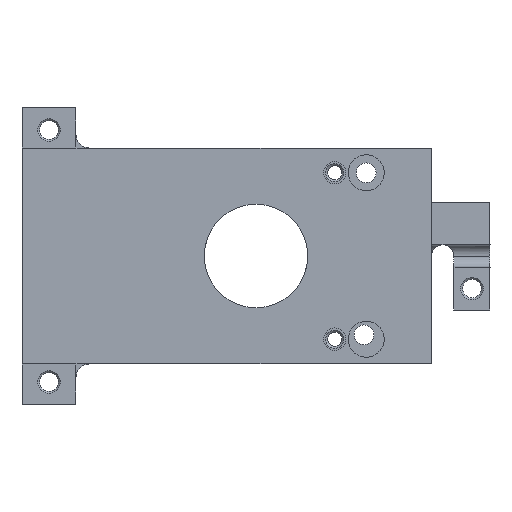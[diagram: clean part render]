
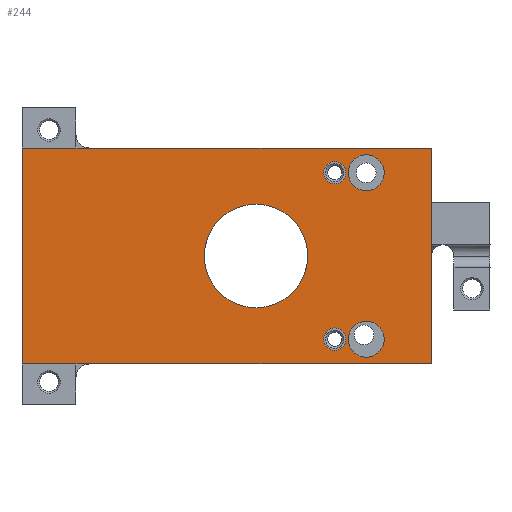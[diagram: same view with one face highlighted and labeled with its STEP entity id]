
A CAD part, left-side view. The second image highlights one B-rep face of the part: STEP entity #244.
In plain terms, the highlighted planar face has unit normal (-1, 0, 0).
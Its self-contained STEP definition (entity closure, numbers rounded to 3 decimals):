
#244=ADVANCED_FACE('',(#689,#690,#691,#692,#693,#464),#1996,.T.);
#464=FACE_OUTER_BOUND('',#740,.F.);
#689=FACE_BOUND('',#735,.F.);
#690=FACE_BOUND('',#736,.F.);
#691=FACE_BOUND('',#737,.F.);
#692=FACE_BOUND('',#738,.F.);
#693=FACE_BOUND('',#739,.F.);
#735=EDGE_LOOP('',(#1028,#1029));
#736=EDGE_LOOP('',(#1030,#1031));
#737=EDGE_LOOP('',(#1032,#1033));
#738=EDGE_LOOP('',(#1034,#1035));
#739=EDGE_LOOP('',(#1036,#1037));
#740=EDGE_LOOP('',(#1038,#1039,#1040,#1041,#1042,#1043,#1044,#1045,#1046,
#1047));
#1028=ORIENTED_EDGE('',*,*,#2639,.T.);
#1029=ORIENTED_EDGE('',*,*,#2640,.T.);
#1030=ORIENTED_EDGE('',*,*,#2648,.T.);
#1031=ORIENTED_EDGE('',*,*,#2647,.T.);
#1032=ORIENTED_EDGE('',*,*,#2674,.T.);
#1033=ORIENTED_EDGE('',*,*,#2673,.T.);
#1034=ORIENTED_EDGE('',*,*,#2644,.T.);
#1035=ORIENTED_EDGE('',*,*,#2643,.T.);
#1036=ORIENTED_EDGE('',*,*,#2605,.T.);
#1037=ORIENTED_EDGE('',*,*,#2606,.T.);
#1038=ORIENTED_EDGE('',*,*,#2678,.F.);
#1039=ORIENTED_EDGE('',*,*,#2662,.F.);
#1040=ORIENTED_EDGE('',*,*,#2649,.T.);
#1041=ORIENTED_EDGE('',*,*,#2679,.F.);
#1042=ORIENTED_EDGE('',*,*,#2650,.T.);
#1043=ORIENTED_EDGE('',*,*,#2659,.F.);
#1044=ORIENTED_EDGE('',*,*,#2660,.F.);
#1045=ORIENTED_EDGE('',*,*,#2680,.F.);
#1046=ORIENTED_EDGE('',*,*,#2656,.F.);
#1047=ORIENTED_EDGE('',*,*,#2657,.F.);
#1996=PLANE('',#3775);
#2119=LINE('',#5498,#2369);
#2120=LINE('',#5499,#2370);
#2124=LINE('',#5505,#2374);
#2125=LINE('',#5506,#2375);
#2127=LINE('',#5508,#2377);
#2128=LINE('',#5509,#2378);
#2130=LINE('',#5511,#2380);
#2133=LINE('',#5591,#2383);
#2134=LINE('',#5592,#2384);
#2135=LINE('',#5593,#2385);
#2369=VECTOR('',#4163,6.);
#2370=VECTOR('',#4164,6.);
#2374=VECTOR('',#4172,4.775);
#2375=VECTOR('',#4173,13.225);
#2377=VECTOR('',#4175,1.5);
#2378=VECTOR('',#4176,38.);
#2380=VECTOR('',#4178,1.5);
#2383=VECTOR('',#4191,38.);
#2384=VECTOR('',#4192,24.);
#2385=VECTOR('',#4193,6.);
#2605=EDGE_CURVE('',#3533,#3532,#3107,.T.);
#2606=EDGE_CURVE('',#3532,#3533,#3108,.T.);
#2639=EDGE_CURVE('',#3499,#3498,#3125,.T.);
#2640=EDGE_CURVE('',#3498,#3499,#3126,.T.);
#2643=EDGE_CURVE('',#3495,#3494,#3129,.T.);
#2644=EDGE_CURVE('',#3494,#3495,#3130,.T.);
#2647=EDGE_CURVE('',#3491,#3490,#3133,.T.);
#2648=EDGE_CURVE('',#3490,#3491,#3134,.T.);
#2649=EDGE_CURVE('',#3489,#3488,#2119,.T.);
#2650=EDGE_CURVE('',#3487,#3486,#2120,.T.);
#2656=EDGE_CURVE('',#3484,#3481,#2124,.T.);
#2657=EDGE_CURVE('',#3479,#3484,#2125,.T.);
#2659=EDGE_CURVE('',#3478,#3486,#2127,.T.);
#2660=EDGE_CURVE('',#3477,#3478,#2128,.T.);
#2662=EDGE_CURVE('',#3489,#3476,#2130,.T.);
#2673=EDGE_CURVE('',#3467,#3466,#3137,.T.);
#2674=EDGE_CURVE('',#3466,#3467,#3138,.T.);
#2678=EDGE_CURVE('',#3476,#3479,#2133,.T.);
#2679=EDGE_CURVE('',#3487,#3488,#2134,.T.);
#2680=EDGE_CURVE('',#3481,#3477,#2135,.T.);
#3107=CIRCLE('',#3636,1.25);
#3108=CIRCLE('',#3637,1.25);
#3125=CIRCLE('',#3654,1.25);
#3126=CIRCLE('',#3655,1.25);
#3129=CIRCLE('',#3658,2.);
#3130=CIRCLE('',#3659,2.);
#3133=CIRCLE('',#3662,2.);
#3134=CIRCLE('',#3663,2.);
#3137=CIRCLE('',#3666,5.75);
#3138=CIRCLE('',#3667,5.75);
#3466=VERTEX_POINT('',#5382);
#3467=VERTEX_POINT('',#5383);
#3476=VERTEX_POINT('',#5392);
#3477=VERTEX_POINT('',#5393);
#3478=VERTEX_POINT('',#5394);
#3479=VERTEX_POINT('',#5395);
#3481=VERTEX_POINT('',#5397);
#3484=VERTEX_POINT('',#5400);
#3486=VERTEX_POINT('',#5402);
#3487=VERTEX_POINT('',#5403);
#3488=VERTEX_POINT('',#5404);
#3489=VERTEX_POINT('',#5405);
#3490=VERTEX_POINT('',#5406);
#3491=VERTEX_POINT('',#5407);
#3494=VERTEX_POINT('',#5410);
#3495=VERTEX_POINT('',#5411);
#3498=VERTEX_POINT('',#5414);
#3499=VERTEX_POINT('',#5415);
#3532=VERTEX_POINT('',#5448);
#3533=VERTEX_POINT('',#5449);
#3636=AXIS2_PLACEMENT_3D('',#5454,#4091,#4092);
#3637=AXIS2_PLACEMENT_3D('',#5455,#4093,#4094);
#3654=AXIS2_PLACEMENT_3D('',#5488,#4143,#4144);
#3655=AXIS2_PLACEMENT_3D('',#5489,#4145,#4146);
#3658=AXIS2_PLACEMENT_3D('',#5492,#4151,#4152);
#3659=AXIS2_PLACEMENT_3D('',#5493,#4153,#4154);
#3662=AXIS2_PLACEMENT_3D('',#5496,#4159,#4160);
#3663=AXIS2_PLACEMENT_3D('',#5497,#4161,#4162);
#3666=AXIS2_PLACEMENT_3D('',#5586,#4181,#4182);
#3667=AXIS2_PLACEMENT_3D('',#5587,#4183,#4184);
#3775=AXIS2_PLACEMENT_3D('',#5923,#4549,#4550);
#4091=DIRECTION('',(-1.,0.,0.));
#4092=DIRECTION('',(0.,1.,0.));
#4093=DIRECTION('',(-1.,0.,0.));
#4094=DIRECTION('',(0.,-1.,0.));
#4143=DIRECTION('',(-1.,0.,0.));
#4144=DIRECTION('',(0.,1.,0.));
#4145=DIRECTION('',(-1.,0.,0.));
#4146=DIRECTION('',(0.,-1.,0.));
#4151=DIRECTION('',(-1.,0.,0.));
#4152=DIRECTION('',(0.,-1.,0.));
#4153=DIRECTION('',(-1.,0.,0.));
#4154=DIRECTION('',(0.,1.,0.));
#4159=DIRECTION('',(-1.,0.,0.));
#4160=DIRECTION('',(0.,-1.,0.));
#4161=DIRECTION('',(-1.,0.,0.));
#4162=DIRECTION('',(0.,1.,0.));
#4163=DIRECTION('',(0.,1.,0.));
#4164=DIRECTION('',(0.,-1.,0.));
#4172=DIRECTION('',(0.,0.,1.));
#4173=DIRECTION('',(0.,0.,1.));
#4175=DIRECTION('',(0.,1.,0.));
#4176=DIRECTION('',(0.,1.,0.));
#4178=DIRECTION('',(0.,-1.,0.));
#4181=DIRECTION('',(-1.,0.,0.));
#4182=DIRECTION('',(0.,1.,0.));
#4183=DIRECTION('',(-1.,0.,0.));
#4184=DIRECTION('',(0.,-1.,0.));
#4191=DIRECTION('',(0.,-1.,0.));
#4192=DIRECTION('',(0.,0.,-1.));
#4193=DIRECTION('',(0.,0.,1.));
#4549=DIRECTION('',(-1.,0.,0.));
#4550=DIRECTION('',(0.,0.,-1.));
#5382=CARTESIAN_POINT('',(-87.,94.25,129.));
#5383=CARTESIAN_POINT('',(-87.,105.75,129.));
#5392=CARTESIAN_POINT('',(-87.,118.5,117.));
#5393=CARTESIAN_POINT('',(-87.,80.5,141.));
#5394=CARTESIAN_POINT('',(-87.,118.5,141.));
#5395=CARTESIAN_POINT('',(-87.,80.5,117.));
#5397=CARTESIAN_POINT('',(-87.,80.5,135.));
#5400=CARTESIAN_POINT('',(-87.,80.5,130.225));
#5402=CARTESIAN_POINT('',(-87.,120.,141.));
#5403=CARTESIAN_POINT('',(-87.,126.,141.));
#5404=CARTESIAN_POINT('',(-87.,126.,117.));
#5405=CARTESIAN_POINT('',(-87.,120.,117.));
#5406=CARTESIAN_POINT('',(-87.,89.75,138.25));
#5407=CARTESIAN_POINT('',(-87.,85.75,138.25));
#5410=CARTESIAN_POINT('',(-87.,89.75,119.75));
#5411=CARTESIAN_POINT('',(-87.,85.75,119.75));
#5414=CARTESIAN_POINT('',(-87.,90.,138.25));
#5415=CARTESIAN_POINT('',(-87.,92.5,138.25));
#5448=CARTESIAN_POINT('',(-87.,90.,119.75));
#5449=CARTESIAN_POINT('',(-87.,92.5,119.75));
#5454=CARTESIAN_POINT('',(-87.,91.25,119.75));
#5455=CARTESIAN_POINT('',(-87.,91.25,119.75));
#5488=CARTESIAN_POINT('',(-87.,91.25,138.25));
#5489=CARTESIAN_POINT('',(-87.,91.25,138.25));
#5492=CARTESIAN_POINT('',(-87.,87.75,119.75));
#5493=CARTESIAN_POINT('',(-87.,87.75,119.75));
#5496=CARTESIAN_POINT('',(-87.,87.75,138.25));
#5497=CARTESIAN_POINT('',(-87.,87.75,138.25));
#5498=CARTESIAN_POINT('',(-87.,120.,117.));
#5499=CARTESIAN_POINT('',(-87.,126.,141.));
#5505=CARTESIAN_POINT('',(-87.,80.5,130.225));
#5506=CARTESIAN_POINT('',(-87.,80.5,117.));
#5508=CARTESIAN_POINT('',(-87.,118.5,141.));
#5509=CARTESIAN_POINT('',(-87.,80.5,141.));
#5511=CARTESIAN_POINT('',(-87.,120.,117.));
#5586=CARTESIAN_POINT('',(-87.,100.,129.));
#5587=CARTESIAN_POINT('',(-87.,100.,129.));
#5591=CARTESIAN_POINT('',(-87.,118.5,117.));
#5592=CARTESIAN_POINT('',(-87.,126.,141.));
#5593=CARTESIAN_POINT('',(-87.,80.5,135.));
#5923=CARTESIAN_POINT('',(-87.,126.455,141.455));
